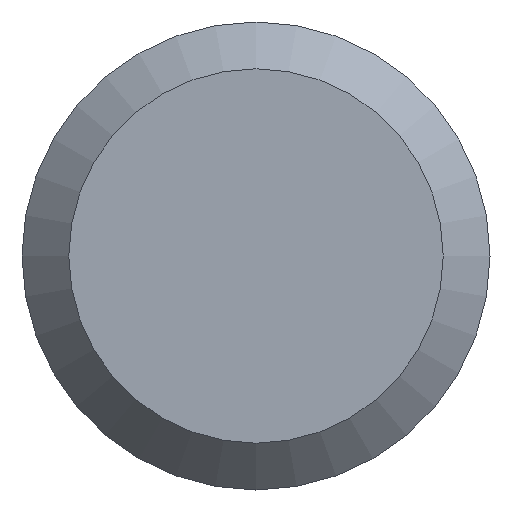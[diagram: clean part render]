
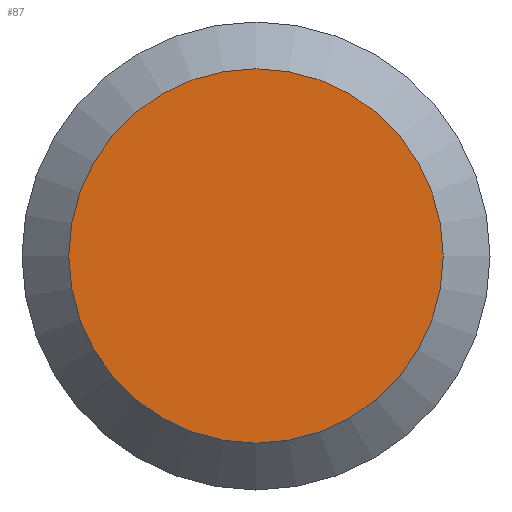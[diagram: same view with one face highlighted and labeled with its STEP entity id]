
A CAD part, left-side view. The second image highlights one B-rep face of the part: STEP entity #87.
In plain terms, the highlighted planar face has unit normal (-1, 0, 0).
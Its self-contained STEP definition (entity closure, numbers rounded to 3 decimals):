
#9 = VERTEX_POINT ( 'NONE', #79 ) ;
#22 = ORIENTED_EDGE ( 'NONE', *, *, #212, .T. ) ;
#39 = PLANE ( 'NONE',  #160 ) ;
#52 = DIRECTION ( 'NONE',  ( 0., 0., -1. ) ) ;
#58 = FACE_OUTER_BOUND ( 'NONE', #93, .T. ) ;
#59 = CARTESIAN_POINT ( 'NONE',  ( 0., 0., 0. ) ) ;
#67 = CARTESIAN_POINT ( 'NONE',  ( 0., 3.4, 0. ) ) ;
#68 = CIRCLE ( 'NONE', #139, 2.72 ) ;
#79 = CARTESIAN_POINT ( 'NONE',  ( 0., 0., -2.72 ) ) ;
#87 = ADVANCED_FACE ( 'NONE', ( #58 ), #39, .F. ) ;
#93 = EDGE_LOOP ( 'NONE', ( #22 ) ) ;
#129 = DIRECTION ( 'NONE',  ( 1., 0., 0. ) ) ;
#135 = DIRECTION ( 'NONE',  ( 0., 0., -1. ) ) ;
#139 = AXIS2_PLACEMENT_3D ( 'NONE', #59, #172, #135 ) ;
#160 = AXIS2_PLACEMENT_3D ( 'NONE', #67, #129, #52 ) ;
#172 = DIRECTION ( 'NONE',  ( -1., 0., 0. ) ) ;
#212 = EDGE_CURVE ( 'NONE', #9, #9, #68, .T. ) ;
